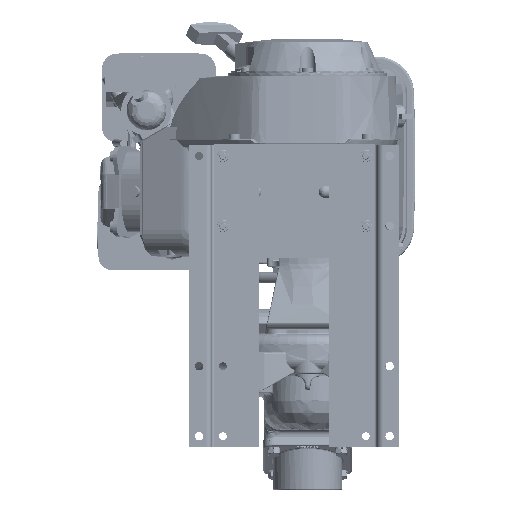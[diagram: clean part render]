
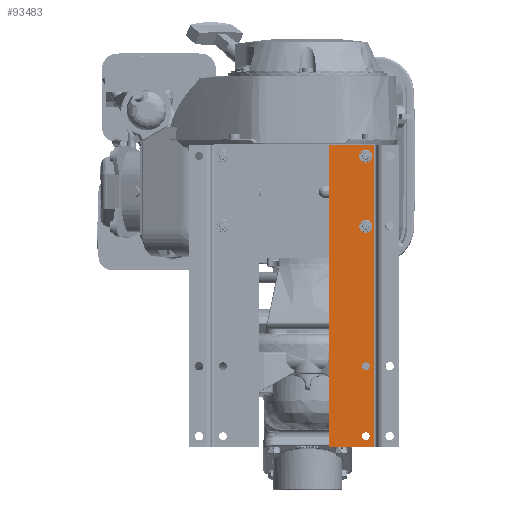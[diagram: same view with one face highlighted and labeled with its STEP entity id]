
A CAD part, front view. The second image highlights one B-rep face of the part: STEP entity #93483.
In plain terms, the highlighted planar face has unit normal (0, -1, 0).
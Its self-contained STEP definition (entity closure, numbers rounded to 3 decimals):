
#3436=FACE_BOUND($,#21016,.T.);
#3437=FACE_BOUND($,#21017,.T.);
#3438=FACE_BOUND($,#21018,.T.);
#3439=FACE_BOUND($,#21019,.T.);
#3440=FACE_BOUND($,#21020,.T.);
#4562=PLANE($,#101034);
#9637=CIRCLE($,#101002,0.172);
#9639=CIRCLE($,#101005,0.172);
#9641=CIRCLE($,#101008,0.172);
#9643=CIRCLE($,#101011,0.172);
#21016=EDGE_LOOP($,(#78980));
#21017=EDGE_LOOP($,(#78981));
#21018=EDGE_LOOP($,(#78982));
#21019=EDGE_LOOP($,(#78983));
#21020=EDGE_LOOP($,(#78984,#78985,#78986,#78987));
#26600=LINE($,#211955,#32610);
#26601=LINE($,#211959,#32611);
#26602=LINE($,#211961,#32612);
#26603=LINE($,#211962,#32613);
#32610=VECTOR($,#118793,13.5);
#32611=VECTOR($,#118798,2.);
#32612=VECTOR($,#118799,13.5);
#32613=VECTOR($,#118800,2.);
#44123=VERTEX_POINT($,#211885);
#44125=VERTEX_POINT($,#211890);
#44127=VERTEX_POINT($,#211895);
#44129=VERTEX_POINT($,#211900);
#44149=VERTEX_POINT($,#211952);
#44150=VERTEX_POINT($,#211954);
#44151=VERTEX_POINT($,#211958);
#44152=VERTEX_POINT($,#211960);
#56205=EDGE_CURVE($,#44123,#44123,#9637,.T.);
#56207=EDGE_CURVE($,#44125,#44125,#9639,.T.);
#56209=EDGE_CURVE($,#44127,#44127,#9641,.T.);
#56211=EDGE_CURVE($,#44129,#44129,#9643,.T.);
#56235=EDGE_CURVE($,#44150,#44149,#26600,.T.);
#56237=EDGE_CURVE($,#44149,#44151,#26601,.T.);
#56238=EDGE_CURVE($,#44152,#44151,#26602,.T.);
#56239=EDGE_CURVE($,#44152,#44150,#26603,.T.);
#78980=ORIENTED_EDGE($,*,*,#56205,.T.);
#78981=ORIENTED_EDGE($,*,*,#56207,.T.);
#78982=ORIENTED_EDGE($,*,*,#56209,.T.);
#78983=ORIENTED_EDGE($,*,*,#56211,.T.);
#78984=ORIENTED_EDGE($,*,*,#56237,.T.);
#78985=ORIENTED_EDGE($,*,*,#56238,.F.);
#78986=ORIENTED_EDGE($,*,*,#56239,.T.);
#78987=ORIENTED_EDGE($,*,*,#56235,.T.);
#93483=ADVANCED_FACE($,(#3436,#3437,#3438,#3439,#3440),#4562,.T.);
#101002=AXIS2_PLACEMENT_3D($,#211886,#118720,#118721);
#101005=AXIS2_PLACEMENT_3D($,#211891,#118726,#118727);
#101008=AXIS2_PLACEMENT_3D($,#211896,#118732,#118733);
#101011=AXIS2_PLACEMENT_3D($,#211901,#118738,#118739);
#101034=AXIS2_PLACEMENT_3D($,#211957,#118796,#118797);
#118720=DIRECTION('center_axis',(0.,1.,0.));
#118721=DIRECTION('ref_axis',(-1.,0.,0.));
#118726=DIRECTION('center_axis',(0.,1.,0.));
#118727=DIRECTION('ref_axis',(-1.,0.,0.));
#118732=DIRECTION('center_axis',(0.,1.,0.));
#118733=DIRECTION('ref_axis',(-1.,0.,0.));
#118738=DIRECTION('center_axis',(0.,1.,0.));
#118739=DIRECTION('ref_axis',(-1.,0.,0.));
#118793=DIRECTION($,(0.,0.,-1.));
#118796=DIRECTION('center_axis',(0.,-1.,0.));
#118797=DIRECTION('ref_axis',(0.,0.,-1.));
#118798=DIRECTION($,(1.,0.,0.));
#118799=DIRECTION($,(0.,0.,-1.));
#118800=DIRECTION($,(-1.,0.,0.));
#211885=CARTESIAN_POINT('',(1.672,0.875,-13.));
#211886=CARTESIAN_POINT('Origin',(1.5,0.875,-13.));
#211890=CARTESIAN_POINT('',(1.672,0.875,-9.875));
#211891=CARTESIAN_POINT('Origin',(1.5,0.875,-9.875));
#211895=CARTESIAN_POINT('',(1.672,0.875,-3.625));
#211896=CARTESIAN_POINT('Origin',(1.5,0.875,-3.625));
#211900=CARTESIAN_POINT('',(1.672,0.875,-0.5));
#211901=CARTESIAN_POINT('Origin',(1.5,0.875,-0.5));
#211952=CARTESIAN_POINT('',(1.125,0.875,-13.5));
#211954=CARTESIAN_POINT('',(1.125,0.875,0.));
#211955=CARTESIAN_POINT($,(1.125,0.875,0.));
#211957=CARTESIAN_POINT('Origin',(1.125,0.875,0.));
#211958=CARTESIAN_POINT('',(3.125,0.875,-13.5));
#211959=CARTESIAN_POINT($,(3.125,0.875,-13.5));
#211960=CARTESIAN_POINT('',(3.125,0.875,0.));
#211961=CARTESIAN_POINT($,(3.125,0.875,0.));
#211962=CARTESIAN_POINT($,(3.125,0.875,0.));
